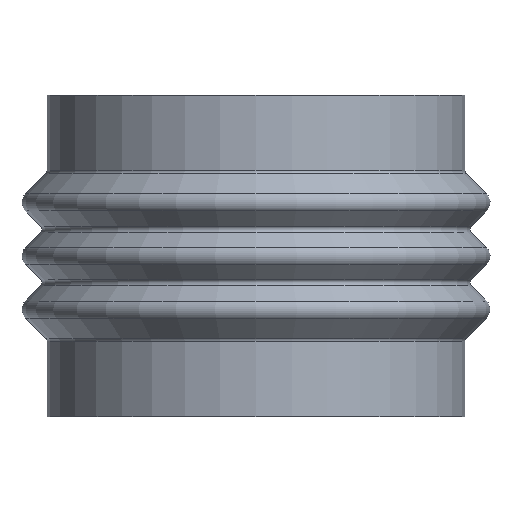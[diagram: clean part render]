
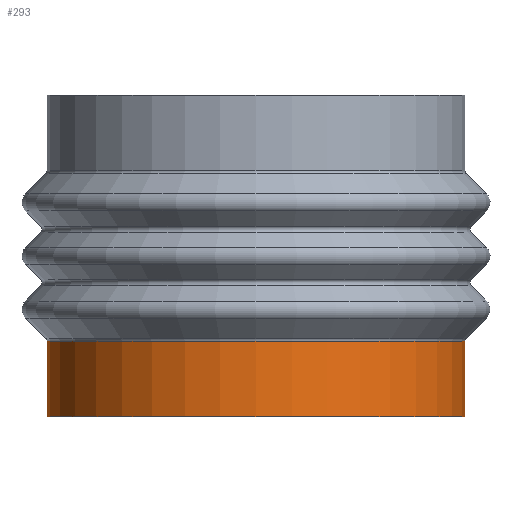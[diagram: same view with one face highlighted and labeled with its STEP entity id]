
A CAD part, front view. The second image highlights one B-rep face of the part: STEP entity #293.
In plain terms, the highlighted cylindrical face has radius 104 mm (diameter 208 mm), a full revolution.
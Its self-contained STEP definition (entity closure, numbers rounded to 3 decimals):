
#33 = FACE_OUTER_BOUND ( 'NONE', #147, .T. ) ;
#45 = FACE_OUTER_BOUND ( 'NONE', #501, .T. ) ;
#59 = DIRECTION ( 'NONE',  ( 0., 0., 1. ) ) ;
#60 = CYLINDRICAL_SURFACE ( 'NONE', #421, 104. ) ;
#147 = EDGE_LOOP ( 'NONE', ( #552 ) ) ;
#164 = DIRECTION ( 'NONE',  ( 0., -1., 0. ) ) ;
#181 = CARTESIAN_POINT ( 'NONE',  ( 0., 0., 37.515 ) ) ;
#203 = CIRCLE ( 'NONE', #300, 104. ) ;
#204 = ORIENTED_EDGE ( 'NONE', *, *, #563, .T. ) ;
#225 = DIRECTION ( 'NONE',  ( 0., -1., 0. ) ) ;
#237 = DIRECTION ( 'NONE',  ( 0., 0., 1. ) ) ;
#293 = ADVANCED_FACE ( 'NONE', ( #33, #45 ), #60, .T. ) ;
#297 = DIRECTION ( 'NONE',  ( 0., -1., 0. ) ) ;
#300 = AXIS2_PLACEMENT_3D ( 'NONE', #181, #237, #297 ) ;
#306 = CARTESIAN_POINT ( 'NONE',  ( 0., -104., 0. ) ) ;
#364 = VERTEX_POINT ( 'NONE', #306 ) ;
#405 = CIRCLE ( 'NONE', #577, 104. ) ;
#421 = AXIS2_PLACEMENT_3D ( 'NONE', #718, #660, #164 ) ;
#501 = EDGE_LOOP ( 'NONE', ( #204 ) ) ;
#505 = VERTEX_POINT ( 'NONE', #689 ) ;
#552 = ORIENTED_EDGE ( 'NONE', *, *, #613, .F. ) ;
#563 = EDGE_CURVE ( 'NONE', #364, #364, #405, .T. ) ;
#577 = AXIS2_PLACEMENT_3D ( 'NONE', #617, #59, #225 ) ;
#613 = EDGE_CURVE ( 'NONE', #505, #505, #203, .T. ) ;
#617 = CARTESIAN_POINT ( 'NONE',  ( 0., 0., 0. ) ) ;
#660 = DIRECTION ( 'NONE',  ( 0., 0., 1. ) ) ;
#689 = CARTESIAN_POINT ( 'NONE',  ( 0., -104., 37.515 ) ) ;
#718 = CARTESIAN_POINT ( 'NONE',  ( 0., 0., 0. ) ) ;
